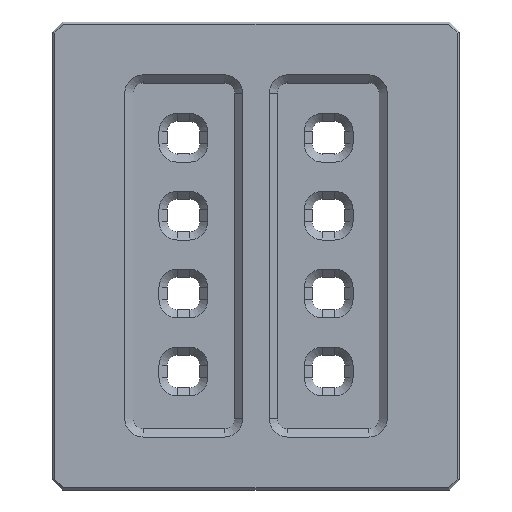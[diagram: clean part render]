
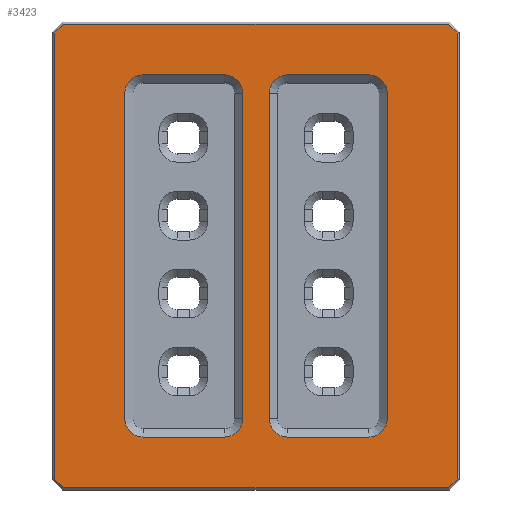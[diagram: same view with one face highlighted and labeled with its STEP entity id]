
A CAD part, top view. The second image highlights one B-rep face of the part: STEP entity #3423.
In plain terms, the highlighted planar face has unit normal (0, 0, 1).
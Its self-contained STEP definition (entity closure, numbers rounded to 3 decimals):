
#231=FACE_BOUND('',#680,.T.);
#232=FACE_BOUND('',#681,.T.);
#305=PLANE('',#3752);
#467=FACE_OUTER_BOUND('',#679,.T.);
#679=EDGE_LOOP('',(#2961,#2962,#2963,#2964,#2965,#2966,#2967,#2968));
#680=EDGE_LOOP('',(#2969,#2970,#2971,#2972,#2973,#2974,#2975,#2976));
#681=EDGE_LOOP('',(#2977,#2978,#2979,#2980,#2981,#2982,#2983,#2984));
#996=LINE('',#5591,#1338);
#1000=LINE('',#5598,#1342);
#1003=LINE('',#5604,#1345);
#1006=LINE('',#5610,#1348);
#1009=LINE('',#5615,#1351);
#1011=LINE('',#5619,#1353);
#1013=LINE('',#5623,#1355);
#1015=LINE('',#5626,#1357);
#1017=LINE('',#5632,#1359);
#1018=LINE('',#5636,#1360);
#1019=LINE('',#5640,#1361);
#1020=LINE('',#5644,#1362);
#1021=LINE('',#5648,#1363);
#1022=LINE('',#5652,#1364);
#1023=LINE('',#5656,#1365);
#1024=LINE('',#5660,#1366);
#1338=VECTOR('',#4561,10.);
#1342=VECTOR('',#4567,10.);
#1345=VECTOR('',#4572,10.);
#1348=VECTOR('',#4577,10.);
#1351=VECTOR('',#4582,10.);
#1353=VECTOR('',#4586,10.);
#1355=VECTOR('',#4590,10.);
#1357=VECTOR('',#4594,10.);
#1359=VECTOR('',#4600,10.);
#1360=VECTOR('',#4603,10.);
#1361=VECTOR('',#4606,10.);
#1362=VECTOR('',#4609,10.);
#1363=VECTOR('',#4612,10.);
#1364=VECTOR('',#4615,10.);
#1365=VECTOR('',#4618,10.);
#1366=VECTOR('',#4621,10.);
#1545=CIRCLE('',#3753,9.);
#1546=CIRCLE('',#3754,9.);
#1547=CIRCLE('',#3755,9.);
#1548=CIRCLE('',#3756,9.);
#1549=CIRCLE('',#3757,9.);
#1550=CIRCLE('',#3758,9.);
#1551=CIRCLE('',#3759,9.);
#1552=CIRCLE('',#3760,9.);
#1800=VERTEX_POINT('',#5589);
#1801=VERTEX_POINT('',#5590);
#1803=VERTEX_POINT('',#5597);
#1805=VERTEX_POINT('',#5603);
#1807=VERTEX_POINT('',#5609);
#1808=VERTEX_POINT('',#5614);
#1809=VERTEX_POINT('',#5618);
#1810=VERTEX_POINT('',#5622);
#1811=VERTEX_POINT('',#5630);
#1812=VERTEX_POINT('',#5631);
#1813=VERTEX_POINT('',#5633);
#1814=VERTEX_POINT('',#5635);
#1815=VERTEX_POINT('',#5637);
#1816=VERTEX_POINT('',#5639);
#1817=VERTEX_POINT('',#5641);
#1818=VERTEX_POINT('',#5643);
#1819=VERTEX_POINT('',#5646);
#1820=VERTEX_POINT('',#5647);
#1821=VERTEX_POINT('',#5649);
#1822=VERTEX_POINT('',#5651);
#1823=VERTEX_POINT('',#5653);
#1824=VERTEX_POINT('',#5655);
#1825=VERTEX_POINT('',#5657);
#1826=VERTEX_POINT('',#5659);
#2202=EDGE_CURVE('',#1800,#1801,#996,.T.);
#2206=EDGE_CURVE('',#1801,#1803,#1000,.T.);
#2209=EDGE_CURVE('',#1803,#1805,#1003,.T.);
#2212=EDGE_CURVE('',#1805,#1807,#1006,.T.);
#2215=EDGE_CURVE('',#1807,#1808,#1009,.T.);
#2217=EDGE_CURVE('',#1808,#1809,#1011,.T.);
#2219=EDGE_CURVE('',#1809,#1810,#1013,.T.);
#2221=EDGE_CURVE('',#1810,#1800,#1015,.T.);
#2223=EDGE_CURVE('',#1811,#1812,#1017,.T.);
#2224=EDGE_CURVE('',#1813,#1811,#1545,.T.);
#2225=EDGE_CURVE('',#1814,#1813,#1018,.T.);
#2226=EDGE_CURVE('',#1815,#1814,#1546,.T.);
#2227=EDGE_CURVE('',#1816,#1815,#1019,.T.);
#2228=EDGE_CURVE('',#1817,#1816,#1547,.T.);
#2229=EDGE_CURVE('',#1818,#1817,#1020,.T.);
#2230=EDGE_CURVE('',#1812,#1818,#1548,.T.);
#2231=EDGE_CURVE('',#1819,#1820,#1021,.T.);
#2232=EDGE_CURVE('',#1821,#1819,#1549,.T.);
#2233=EDGE_CURVE('',#1822,#1821,#1022,.T.);
#2234=EDGE_CURVE('',#1823,#1822,#1550,.T.);
#2235=EDGE_CURVE('',#1824,#1823,#1023,.T.);
#2236=EDGE_CURVE('',#1825,#1824,#1551,.T.);
#2237=EDGE_CURVE('',#1826,#1825,#1024,.T.);
#2238=EDGE_CURVE('',#1820,#1826,#1552,.T.);
#2961=ORIENTED_EDGE('',*,*,#2202,.F.);
#2962=ORIENTED_EDGE('',*,*,#2221,.F.);
#2963=ORIENTED_EDGE('',*,*,#2219,.F.);
#2964=ORIENTED_EDGE('',*,*,#2217,.F.);
#2965=ORIENTED_EDGE('',*,*,#2215,.F.);
#2966=ORIENTED_EDGE('',*,*,#2212,.F.);
#2967=ORIENTED_EDGE('',*,*,#2209,.F.);
#2968=ORIENTED_EDGE('',*,*,#2206,.F.);
#2969=ORIENTED_EDGE('',*,*,#2223,.F.);
#2970=ORIENTED_EDGE('',*,*,#2224,.F.);
#2971=ORIENTED_EDGE('',*,*,#2225,.F.);
#2972=ORIENTED_EDGE('',*,*,#2226,.F.);
#2973=ORIENTED_EDGE('',*,*,#2227,.F.);
#2974=ORIENTED_EDGE('',*,*,#2228,.F.);
#2975=ORIENTED_EDGE('',*,*,#2229,.F.);
#2976=ORIENTED_EDGE('',*,*,#2230,.F.);
#2977=ORIENTED_EDGE('',*,*,#2231,.F.);
#2978=ORIENTED_EDGE('',*,*,#2232,.F.);
#2979=ORIENTED_EDGE('',*,*,#2233,.F.);
#2980=ORIENTED_EDGE('',*,*,#2234,.F.);
#2981=ORIENTED_EDGE('',*,*,#2235,.F.);
#2982=ORIENTED_EDGE('',*,*,#2236,.F.);
#2983=ORIENTED_EDGE('',*,*,#2237,.F.);
#2984=ORIENTED_EDGE('',*,*,#2238,.F.);
#3423=ADVANCED_FACE('',(#467,#231,#232),#305,.T.);
#3752=AXIS2_PLACEMENT_3D('',#5629,#4598,#4599);
#3753=AXIS2_PLACEMENT_3D('',#5634,#4601,#4602);
#3754=AXIS2_PLACEMENT_3D('',#5638,#4604,#4605);
#3755=AXIS2_PLACEMENT_3D('',#5642,#4607,#4608);
#3756=AXIS2_PLACEMENT_3D('',#5645,#4610,#4611);
#3757=AXIS2_PLACEMENT_3D('',#5650,#4613,#4614);
#3758=AXIS2_PLACEMENT_3D('',#5654,#4616,#4617);
#3759=AXIS2_PLACEMENT_3D('',#5658,#4619,#4620);
#3760=AXIS2_PLACEMENT_3D('',#5661,#4622,#4623);
#4561=DIRECTION('',(0.,-1.,0.));
#4567=DIRECTION('',(-0.707,-0.707,0.));
#4572=DIRECTION('',(-1.,0.,0.));
#4577=DIRECTION('',(-0.707,0.707,0.));
#4582=DIRECTION('',(0.,1.,0.));
#4586=DIRECTION('',(0.707,0.707,0.));
#4590=DIRECTION('',(1.,0.,0.));
#4594=DIRECTION('',(0.707,-0.707,0.));
#4598=DIRECTION('center_axis',(0.,0.,1.));
#4599=DIRECTION('ref_axis',(1.,0.,0.));
#4600=DIRECTION('',(0.,1.,0.));
#4601=DIRECTION('center_axis',(0.,0.,1.));
#4602=DIRECTION('ref_axis',(0.707,-0.707,0.));
#4603=DIRECTION('',(1.,0.,0.));
#4604=DIRECTION('center_axis',(0.,0.,1.));
#4605=DIRECTION('ref_axis',(-0.707,-0.707,0.));
#4606=DIRECTION('',(0.,-1.,0.));
#4607=DIRECTION('center_axis',(0.,0.,1.));
#4608=DIRECTION('ref_axis',(-0.707,0.707,0.));
#4609=DIRECTION('',(-1.,0.,0.));
#4610=DIRECTION('center_axis',(0.,0.,1.));
#4611=DIRECTION('ref_axis',(0.707,0.707,0.));
#4612=DIRECTION('',(0.,-1.,0.));
#4613=DIRECTION('center_axis',(0.,0.,1.));
#4614=DIRECTION('ref_axis',(-0.707,0.707,0.));
#4615=DIRECTION('',(-1.,0.,0.));
#4616=DIRECTION('center_axis',(0.,0.,1.));
#4617=DIRECTION('ref_axis',(0.707,0.707,0.));
#4618=DIRECTION('',(0.,1.,0.));
#4619=DIRECTION('center_axis',(0.,0.,1.));
#4620=DIRECTION('ref_axis',(0.707,-0.707,0.));
#4621=DIRECTION('',(1.,0.,0.));
#4622=DIRECTION('center_axis',(0.,0.,1.));
#4623=DIRECTION('ref_axis',(-0.707,-0.707,0.));
#5589=CARTESIAN_POINT('',(99.,109.586,13.));
#5590=CARTESIAN_POINT('',(99.,-109.586,13.));
#5591=CARTESIAN_POINT('',(99.,-57.5,13.));
#5597=CARTESIAN_POINT('',(94.586,-114.,13.));
#5598=CARTESIAN_POINT('',(100.543,-108.043,13.));
#5603=CARTESIAN_POINT('',(-94.586,-114.,13.));
#5604=CARTESIAN_POINT('',(-50.,-114.,13.));
#5609=CARTESIAN_POINT('',(-99.,-109.586,13.));
#5610=CARTESIAN_POINT('',(-100.543,-108.043,13.));
#5614=CARTESIAN_POINT('',(-99.,109.586,13.));
#5615=CARTESIAN_POINT('',(-99.,57.5,13.));
#5618=CARTESIAN_POINT('',(-94.586,114.,13.));
#5619=CARTESIAN_POINT('',(-100.543,108.043,13.));
#5622=CARTESIAN_POINT('',(94.586,114.,13.));
#5623=CARTESIAN_POINT('',(50.,114.,13.));
#5626=CARTESIAN_POINT('',(100.543,108.043,13.));
#5629=CARTESIAN_POINT('Origin',(0.,0.,13.));
#5630=CARTESIAN_POINT('',(-6.5,-80.,13.));
#5631=CARTESIAN_POINT('',(-6.5,80.,13.));
#5632=CARTESIAN_POINT('',(-6.5,42.5,13.));
#5633=CARTESIAN_POINT('',(-15.5,-89.,13.));
#5634=CARTESIAN_POINT('Origin',(-15.5,-80.,13.));
#5635=CARTESIAN_POINT('',(-55.5,-89.,13.));
#5636=CARTESIAN_POINT('',(-5.25,-89.,13.));
#5637=CARTESIAN_POINT('',(-64.5,-80.,13.));
#5638=CARTESIAN_POINT('Origin',(-55.5,-80.,13.));
#5639=CARTESIAN_POINT('',(-64.5,80.,13.));
#5640=CARTESIAN_POINT('',(-64.5,-42.5,13.));
#5641=CARTESIAN_POINT('',(-55.5,89.,13.));
#5642=CARTESIAN_POINT('Origin',(-55.5,80.,13.));
#5643=CARTESIAN_POINT('',(-15.5,89.,13.));
#5644=CARTESIAN_POINT('',(-30.25,89.,13.));
#5645=CARTESIAN_POINT('Origin',(-15.5,80.,13.));
#5646=CARTESIAN_POINT('',(6.5,80.,13.));
#5647=CARTESIAN_POINT('',(6.5,-80.,13.));
#5648=CARTESIAN_POINT('',(6.5,-42.5,13.));
#5649=CARTESIAN_POINT('',(15.5,89.,13.));
#5650=CARTESIAN_POINT('Origin',(15.5,80.,13.));
#5651=CARTESIAN_POINT('',(55.5,89.,13.));
#5652=CARTESIAN_POINT('',(5.25,89.,13.));
#5653=CARTESIAN_POINT('',(64.5,80.,13.));
#5654=CARTESIAN_POINT('Origin',(55.5,80.,13.));
#5655=CARTESIAN_POINT('',(64.5,-80.,13.));
#5656=CARTESIAN_POINT('',(64.5,42.5,13.));
#5657=CARTESIAN_POINT('',(55.5,-89.,13.));
#5658=CARTESIAN_POINT('Origin',(55.5,-80.,13.));
#5659=CARTESIAN_POINT('',(15.5,-89.,13.));
#5660=CARTESIAN_POINT('',(30.25,-89.,13.));
#5661=CARTESIAN_POINT('Origin',(15.5,-80.,13.));
